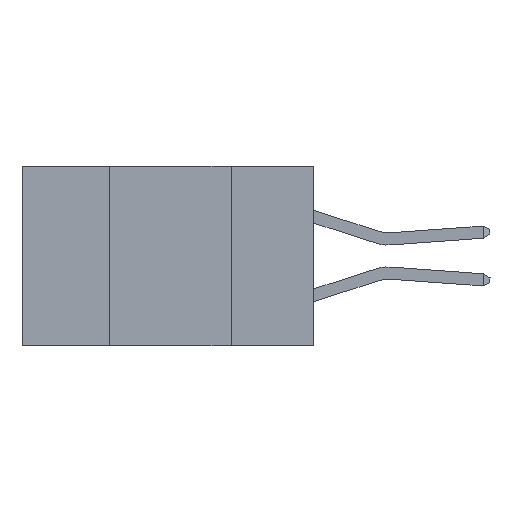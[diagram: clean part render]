
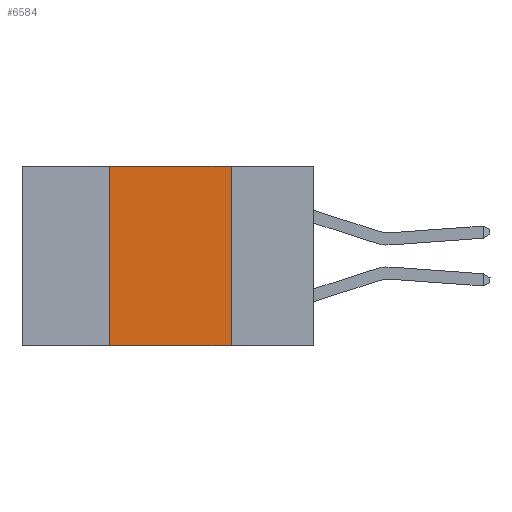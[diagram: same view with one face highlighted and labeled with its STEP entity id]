
A CAD part, left-side view. The second image highlights one B-rep face of the part: STEP entity #6584.
In plain terms, the highlighted planar face has unit normal (-1, 0, 0).
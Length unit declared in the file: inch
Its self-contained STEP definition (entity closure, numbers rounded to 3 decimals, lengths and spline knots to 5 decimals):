
#54 = LINE ( 'NONE', #18957, #7817 ) ;
#830 = CARTESIAN_POINT ( 'NONE',  ( 0., 0.42, 0. ) ) ;
#1031 = VECTOR ( 'NONE', #4366, 39.37008 ) ;
#1078 = PLANE ( 'NONE',  #3788 ) ;
#1216 = VERTEX_POINT ( 'NONE', #13241 ) ;
#1643 = EDGE_CURVE ( 'NONE', #1216, #13252, #5179, .T. ) ;
#1799 = ORIENTED_EDGE ( 'NONE', *, *, #1643, .F. ) ;
#1842 = VERTEX_POINT ( 'NONE', #13953 ) ;
#2369 = EDGE_CURVE ( 'NONE', #1216, #1842, #17423, .T. ) ;
#3087 = CARTESIAN_POINT ( 'NONE',  ( 0., 0.17, 0. ) ) ;
#3788 = AXIS2_PLACEMENT_3D ( 'NONE', #9942, #17083, #13382 ) ;
#4366 = DIRECTION ( 'NONE',  ( 0., 0., 1. ) ) ;
#5179 = LINE ( 'NONE', #830, #1031 ) ;
#6584 = ADVANCED_FACE ( 'NONE', ( #11833 ), #1078, .F. ) ;
#6648 = DIRECTION ( 'NONE',  ( 0., -1., 0. ) ) ;
#6995 = EDGE_LOOP ( 'NONE', ( #16546, #8969, #1799, #16899 ) ) ;
#7817 = VECTOR ( 'NONE', #15420, 39.37008 ) ;
#8414 = CARTESIAN_POINT ( 'NONE',  ( 0., 0.6, 0. ) ) ;
#8781 = LINE ( 'NONE', #8414, #14521 ) ;
#8846 = VERTEX_POINT ( 'NONE', #3087 ) ;
#8969 = ORIENTED_EDGE ( 'NONE', *, *, #15626, .F. ) ;
#9265 = DIRECTION ( 'NONE',  ( 0., -1., 0. ) ) ;
#9942 = CARTESIAN_POINT ( 'NONE',  ( 0., 0.6, 0. ) ) ;
#10859 = EDGE_CURVE ( 'NONE', #8846, #1842, #54, .T. ) ;
#11833 = FACE_OUTER_BOUND ( 'NONE', #6995, .T. ) ;
#12537 = VECTOR ( 'NONE', #9265, 39.37008 ) ;
#13241 = CARTESIAN_POINT ( 'NONE',  ( 0., 0.42, -0.37 ) ) ;
#13252 = VERTEX_POINT ( 'NONE', #16781 ) ;
#13382 = DIRECTION ( 'NONE',  ( 0., 0., -1. ) ) ;
#13953 = CARTESIAN_POINT ( 'NONE',  ( 0., 0.17, -0.37 ) ) ;
#14521 = VECTOR ( 'NONE', #6648, 39.37008 ) ;
#15420 = DIRECTION ( 'NONE',  ( 0., 0., -1. ) ) ;
#15626 = EDGE_CURVE ( 'NONE', #13252, #8846, #8781, .T. ) ;
#16546 = ORIENTED_EDGE ( 'NONE', *, *, #10859, .F. ) ;
#16781 = CARTESIAN_POINT ( 'NONE',  ( 0., 0.42, 0. ) ) ;
#16899 = ORIENTED_EDGE ( 'NONE', *, *, #2369, .T. ) ;
#17083 = DIRECTION ( 'NONE',  ( 1., 0., 0. ) ) ;
#17423 = LINE ( 'NONE', #21629, #12537 ) ;
#18957 = CARTESIAN_POINT ( 'NONE',  ( 0., 0.17, 0. ) ) ;
#21629 = CARTESIAN_POINT ( 'NONE',  ( 0., 0.6, -0.37 ) ) ;
